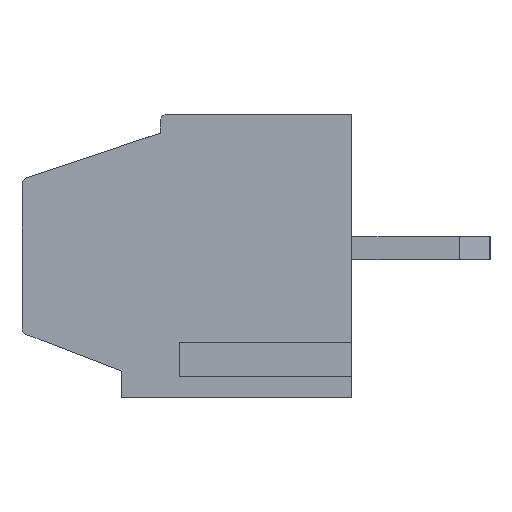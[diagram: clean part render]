
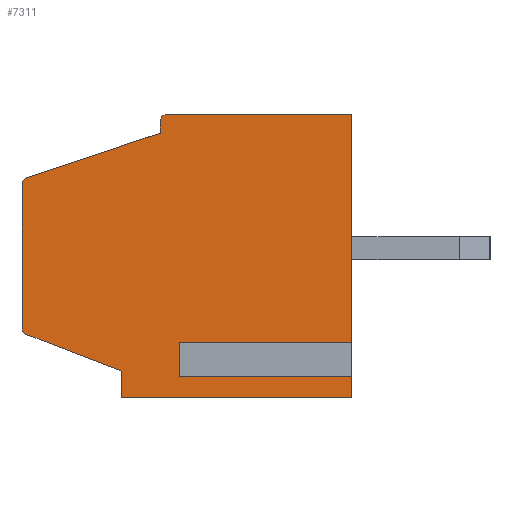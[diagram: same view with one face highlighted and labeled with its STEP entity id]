
A CAD part, left-side view. The second image highlights one B-rep face of the part: STEP entity #7311.
In plain terms, the highlighted planar face has unit normal (-1, 0, 0).
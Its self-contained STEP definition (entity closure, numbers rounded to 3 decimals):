
#110 = CARTESIAN_POINT ( 'NONE',  ( 0., 0., 0. ) ) ;
#155 = EDGE_LOOP ( 'NONE', ( #2003, #29447, #30988, #15064, #4503, #1545, #12887, #15592, #18510, #10482, #16533, #31740, #33809, #20126, #30873 ) ) ;
#466 = CARTESIAN_POINT ( 'NONE',  ( 0., 5.53, 0.732 ) ) ;
#548 = CARTESIAN_POINT ( 'NONE',  ( 0., 4.8, 7.2 ) ) ;
#558 = CARTESIAN_POINT ( 'NONE',  ( 0., 4.8, 7.4 ) ) ;
#605 = CARTESIAN_POINT ( 'NONE',  ( 0., 5., 7.2 ) ) ;
#1264 = CARTESIAN_POINT ( 'NONE',  ( 0., 8.6, 7.4 ) ) ;
#1545 = ORIENTED_EDGE ( 'NONE', *, *, #20903, .F. ) ;
#1650 = DIRECTION ( 'NONE',  ( 0., -1., 0. ) ) ;
#2003 = ORIENTED_EDGE ( 'NONE', *, *, #13186, .F. ) ;
#2374 = CARTESIAN_POINT ( 'NONE',  ( 0., 8.4, 5.556 ) ) ;
#2563 = CARTESIAN_POINT ( 'NONE',  ( 0., 6., 0.7 ) ) ;
#2936 = VERTEX_POINT ( 'NONE', #11606 ) ;
#3342 = VECTOR ( 'NONE', #14661, 1000. ) ;
#3698 = AXIS2_PLACEMENT_3D ( 'NONE', #548, #5827, #18862 ) ;
#4503 = ORIENTED_EDGE ( 'NONE', *, *, #12726, .T. ) ;
#4571 = LINE ( 'NONE', #17932, #20895 ) ;
#5225 = VERTEX_POINT ( 'NONE', #19532 ) ;
#5397 = VERTEX_POINT ( 'NONE', #20016 ) ;
#5827 = DIRECTION ( 'NONE',  ( -1., 0., 0. ) ) ;
#6024 = EDGE_CURVE ( 'NONE', #14045, #32848, #10951, .T. ) ;
#6422 = VERTEX_POINT ( 'NONE', #28443 ) ;
#7292 = DIRECTION ( 'NONE',  ( -1., 0., 0. ) ) ;
#7311 = ADVANCED_FACE ( 'NONE', ( #13723 ), #24070, .F. ) ;
#7369 = DIRECTION ( 'NONE',  ( -1., 0., 0. ) ) ;
#7720 = EDGE_CURVE ( 'NONE', #12073, #2936, #18940, .T. ) ;
#7921 = CARTESIAN_POINT ( 'NONE',  ( 0., 8.6, 0. ) ) ;
#9407 = VECTOR ( 'NONE', #29735, 1000. ) ;
#9490 = CARTESIAN_POINT ( 'NONE',  ( 0., 8.4, 1.837 ) ) ;
#9534 = CARTESIAN_POINT ( 'NONE',  ( 0., 5., 6.9 ) ) ;
#9558 = LINE ( 'NONE', #30967, #24242 ) ;
#9872 = EDGE_CURVE ( 'NONE', #21746, #22623, #26860, .T. ) ;
#10482 = ORIENTED_EDGE ( 'NONE', *, *, #14369, .T. ) ;
#10588 = LINE ( 'NONE', #13537, #9407 ) ;
#10937 = CARTESIAN_POINT ( 'NONE',  ( 0., 8.6, 7.4 ) ) ;
#10951 = LINE ( 'NONE', #18366, #26192 ) ;
#11005 = DIRECTION ( 'NONE',  ( 0., -1., 0. ) ) ;
#11606 = CARTESIAN_POINT ( 'NONE',  ( 0., 0., 0.732 ) ) ;
#12073 = VERTEX_POINT ( 'NONE', #13429 ) ;
#12189 = VERTEX_POINT ( 'NONE', #15184 ) ;
#12726 = EDGE_CURVE ( 'NONE', #5225, #21994, #28056, .T. ) ;
#12887 = ORIENTED_EDGE ( 'NONE', *, *, #28559, .T. ) ;
#13186 = EDGE_CURVE ( 'NONE', #21746, #25328, #30403, .T. ) ;
#13429 = CARTESIAN_POINT ( 'NONE',  ( 0., 4.5, 0.732 ) ) ;
#13537 = CARTESIAN_POINT ( 'NONE',  ( 0., 8.6, 5.7 ) ) ;
#13723 = FACE_OUTER_BOUND ( 'NONE', #155, .T. ) ;
#14045 = VERTEX_POINT ( 'NONE', #14594 ) ;
#14245 = CIRCLE ( 'NONE', #29588, 0.2 ) ;
#14369 = EDGE_CURVE ( 'NONE', #14045, #27849, #21699, .T. ) ;
#14594 = CARTESIAN_POINT ( 'NONE',  ( 0., 6., 0. ) ) ;
#14661 = DIRECTION ( 'NONE',  ( 0., 0.933, 0.359 ) ) ;
#14805 = EDGE_CURVE ( 'NONE', #5397, #25328, #9558, .T. ) ;
#14815 = CARTESIAN_POINT ( 'NONE',  ( 0., 5.53, 1.268 ) ) ;
#15064 = ORIENTED_EDGE ( 'NONE', *, *, #17768, .F. ) ;
#15166 = LINE ( 'NONE', #20324, #31058 ) ;
#15184 = CARTESIAN_POINT ( 'NONE',  ( 0., 8.472, 1.651 ) ) ;
#15575 = DIRECTION ( 'NONE',  ( 0., 0., 1. ) ) ;
#15592 = ORIENTED_EDGE ( 'NONE', *, *, #15899, .F. ) ;
#15899 = EDGE_CURVE ( 'NONE', #32848, #12189, #32920, .T. ) ;
#16063 = EDGE_CURVE ( 'NONE', #21383, #12073, #15166, .T. ) ;
#16533 = ORIENTED_EDGE ( 'NONE', *, *, #25685, .T. ) ;
#17261 = VECTOR ( 'NONE', #33566, 1000. ) ;
#17617 = LINE ( 'NONE', #14815, #28226 ) ;
#17768 = EDGE_CURVE ( 'NONE', #5225, #6422, #10588, .T. ) ;
#17932 = CARTESIAN_POINT ( 'NONE',  ( 0., 8.6, 7.4 ) ) ;
#18077 = DIRECTION ( 'NONE',  ( 0., 0., -1. ) ) ;
#18366 = CARTESIAN_POINT ( 'NONE',  ( 0., 6., 0.7 ) ) ;
#18510 = ORIENTED_EDGE ( 'NONE', *, *, #6024, .F. ) ;
#18712 = VERTEX_POINT ( 'NONE', #31640 ) ;
#18862 = DIRECTION ( 'NONE',  ( 0., 0., -1. ) ) ;
#18940 = LINE ( 'NONE', #466, #27804 ) ;
#19252 = CARTESIAN_POINT ( 'NONE',  ( 0., 8.6, 1.7 ) ) ;
#19370 = VECTOR ( 'NONE', #15575, 1000. ) ;
#19532 = CARTESIAN_POINT ( 'NONE',  ( 0., 8.463, 5.746 ) ) ;
#20016 = CARTESIAN_POINT ( 'NONE',  ( 0., 0., 1.268 ) ) ;
#20126 = ORIENTED_EDGE ( 'NONE', *, *, #20667, .T. ) ;
#20324 = CARTESIAN_POINT ( 'NONE',  ( 0., 4.5, 0.732 ) ) ;
#20667 = EDGE_CURVE ( 'NONE', #21383, #5397, #17617, .T. ) ;
#20895 = VECTOR ( 'NONE', #28804, 1000. ) ;
#20903 = EDGE_CURVE ( 'NONE', #18712, #21994, #4571, .T. ) ;
#21353 = CARTESIAN_POINT ( 'NONE',  ( 0., 8.6, 5.556 ) ) ;
#21383 = VERTEX_POINT ( 'NONE', #28767 ) ;
#21699 = LINE ( 'NONE', #7921, #30421 ) ;
#21746 = VERTEX_POINT ( 'NONE', #558 ) ;
#21773 = DIRECTION ( 'NONE',  ( 0., 0., 1. ) ) ;
#21937 = DIRECTION ( 'NONE',  ( 0., 0., -1. ) ) ;
#21994 = VERTEX_POINT ( 'NONE', #21353 ) ;
#22623 = VERTEX_POINT ( 'NONE', #605 ) ;
#23325 = DIRECTION ( 'NONE',  ( 0., 0., 1. ) ) ;
#23388 = DIRECTION ( 'NONE',  ( 0., 0., -1. ) ) ;
#24070 = PLANE ( 'NONE',  #27267 ) ;
#24195 = DIRECTION ( 'NONE',  ( 0., -1., 0. ) ) ;
#24242 = VECTOR ( 'NONE', #26376, 1000. ) ;
#25328 = VERTEX_POINT ( 'NONE', #32040 ) ;
#25685 = EDGE_CURVE ( 'NONE', #27849, #2936, #27156, .T. ) ;
#25824 = AXIS2_PLACEMENT_3D ( 'NONE', #2374, #7292, #23388 ) ;
#25996 = LINE ( 'NONE', #9534, #34058 ) ;
#26192 = VECTOR ( 'NONE', #21773, 1000. ) ;
#26376 = DIRECTION ( 'NONE',  ( 0., 0., 1. ) ) ;
#26860 = CIRCLE ( 'NONE', #3698, 0.2 ) ;
#27156 = LINE ( 'NONE', #34717, #19370 ) ;
#27267 = AXIS2_PLACEMENT_3D ( 'NONE', #10937, #34831, #21937 ) ;
#27804 = VECTOR ( 'NONE', #11005, 1000. ) ;
#27849 = VERTEX_POINT ( 'NONE', #110 ) ;
#28056 = CIRCLE ( 'NONE', #25824, 0.2 ) ;
#28226 = VECTOR ( 'NONE', #1650, 1000. ) ;
#28276 = EDGE_CURVE ( 'NONE', #6422, #22623, #25996, .T. ) ;
#28443 = CARTESIAN_POINT ( 'NONE',  ( 0., 5., 6.9 ) ) ;
#28559 = EDGE_CURVE ( 'NONE', #18712, #12189, #14245, .T. ) ;
#28767 = CARTESIAN_POINT ( 'NONE',  ( 0., 4.5, 1.268 ) ) ;
#28804 = DIRECTION ( 'NONE',  ( 0., 0., 1. ) ) ;
#29447 = ORIENTED_EDGE ( 'NONE', *, *, #9872, .T. ) ;
#29588 = AXIS2_PLACEMENT_3D ( 'NONE', #9490, #7369, #18077 ) ;
#29735 = DIRECTION ( 'NONE',  ( 0., -0.949, 0.316 ) ) ;
#30403 = LINE ( 'NONE', #1264, #17261 ) ;
#30421 = VECTOR ( 'NONE', #24195, 1000. ) ;
#30873 = ORIENTED_EDGE ( 'NONE', *, *, #14805, .T. ) ;
#30967 = CARTESIAN_POINT ( 'NONE',  ( 0., 0., 7.4 ) ) ;
#30988 = ORIENTED_EDGE ( 'NONE', *, *, #28276, .F. ) ;
#31058 = VECTOR ( 'NONE', #31140, 1000. ) ;
#31140 = DIRECTION ( 'NONE',  ( 0., 0., -1. ) ) ;
#31640 = CARTESIAN_POINT ( 'NONE',  ( 0., 8.6, 1.837 ) ) ;
#31740 = ORIENTED_EDGE ( 'NONE', *, *, #7720, .F. ) ;
#32040 = CARTESIAN_POINT ( 'NONE',  ( 0., 0., 7.4 ) ) ;
#32848 = VERTEX_POINT ( 'NONE', #2563 ) ;
#32920 = LINE ( 'NONE', #19252, #3342 ) ;
#33566 = DIRECTION ( 'NONE',  ( 0., -1., 0. ) ) ;
#33809 = ORIENTED_EDGE ( 'NONE', *, *, #16063, .F. ) ;
#34058 = VECTOR ( 'NONE', #23325, 1000. ) ;
#34717 = CARTESIAN_POINT ( 'NONE',  ( 0., 0., 7.4 ) ) ;
#34831 = DIRECTION ( 'NONE',  ( 1., 0., 0. ) ) ;
